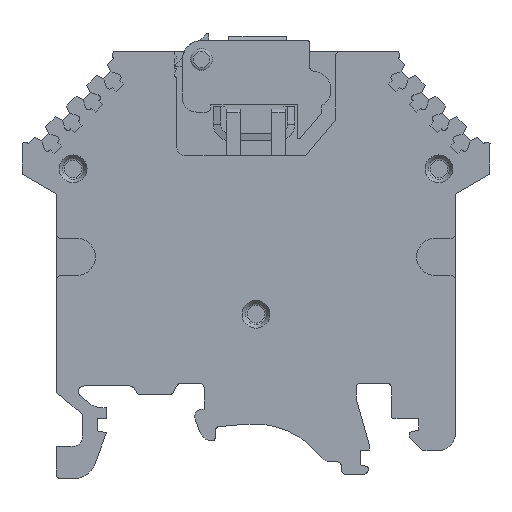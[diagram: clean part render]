
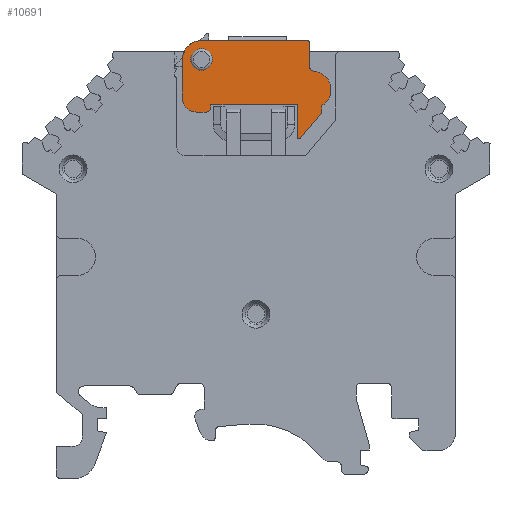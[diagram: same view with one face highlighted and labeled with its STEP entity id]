
A CAD part, front view. The second image highlights one B-rep face of the part: STEP entity #10691.
In plain terms, the highlighted planar face has unit normal (0, -1, 0).
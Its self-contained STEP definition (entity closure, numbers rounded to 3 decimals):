
#313=CIRCLE('',#11249,0.2);
#318=CIRCLE('',#11267,0.5);
#325=CIRCLE('',#11276,2.);
#326=CIRCLE('',#11279,0.5);
#327=CIRCLE('',#11283,0.5);
#328=CIRCLE('',#11286,1.5);
#329=CIRCLE('',#11289,2.05);
#330=CIRCLE('',#11291,0.3);
#331=CIRCLE('',#11294,1.167);
#2251=ORIENTED_EDGE('',*,*,#3652,.T.);
#2252=ORIENTED_EDGE('',*,*,#3687,.T.);
#2253=ORIENTED_EDGE('',*,*,#2678,.T.);
#2254=ORIENTED_EDGE('',*,*,#3686,.T.);
#2255=ORIENTED_EDGE('',*,*,#3684,.T.);
#2256=ORIENTED_EDGE('',*,*,#3683,.T.);
#2257=ORIENTED_EDGE('',*,*,#3681,.T.);
#2258=ORIENTED_EDGE('',*,*,#3679,.T.);
#2259=ORIENTED_EDGE('',*,*,#3676,.T.);
#2260=ORIENTED_EDGE('',*,*,#3688,.T.);
#2261=ORIENTED_EDGE('',*,*,#3674,.T.);
#2262=ORIENTED_EDGE('',*,*,#3630,.T.);
#2263=ORIENTED_EDGE('',*,*,#3627,.T.);
#2264=ORIENTED_EDGE('',*,*,#3672,.T.);
#2265=ORIENTED_EDGE('',*,*,#3670,.T.);
#2266=ORIENTED_EDGE('',*,*,#3668,.T.);
#2267=ORIENTED_EDGE('',*,*,#3654,.T.);
#2268=ORIENTED_EDGE('',*,*,#3689,.F.);
#2678=EDGE_CURVE('',#3812,#3811,#4550,.T.);
#3627=EDGE_CURVE('',#4429,#4430,#5334,.T.);
#3630=EDGE_CURVE('',#4431,#4429,#313,.T.);
#3652=EDGE_CURVE('',#4441,#4440,#5354,.T.);
#3654=EDGE_CURVE('',#4442,#4441,#318,.T.);
#3668=EDGE_CURVE('',#4451,#4442,#325,.T.);
#3670=EDGE_CURVE('',#4452,#4451,#5364,.T.);
#3672=EDGE_CURVE('',#4430,#4452,#326,.T.);
#3674=EDGE_CURVE('',#4453,#4431,#5367,.T.);
#3676=EDGE_CURVE('',#4455,#4454,#5369,.T.);
#3679=EDGE_CURVE('',#4456,#4455,#327,.T.);
#3681=EDGE_CURVE('',#4457,#4456,#5373,.T.);
#3683=EDGE_CURVE('',#4458,#4457,#328,.T.);
#3684=EDGE_CURVE('',#4459,#4458,#5375,.T.);
#3686=EDGE_CURVE('',#3811,#4459,#329,.T.);
#3687=EDGE_CURVE('',#4440,#3812,#330,.T.);
#3688=EDGE_CURVE('',#4454,#4453,#5377,.T.);
#3689=EDGE_CURVE('',#4460,#4460,#331,.T.);
#3811=VERTEX_POINT('',#13630);
#3812=VERTEX_POINT('',#13632);
#4429=VERTEX_POINT('',#15539);
#4430=VERTEX_POINT('',#15540);
#4431=VERTEX_POINT('',#15545);
#4440=VERTEX_POINT('',#15587);
#4441=VERTEX_POINT('',#15589);
#4442=VERTEX_POINT('',#15593);
#4451=VERTEX_POINT('',#15618);
#4452=VERTEX_POINT('',#15622);
#4453=VERTEX_POINT('',#15628);
#4454=VERTEX_POINT('',#15632);
#4455=VERTEX_POINT('',#15634);
#4456=VERTEX_POINT('',#15638);
#4457=VERTEX_POINT('',#15642);
#4458=VERTEX_POINT('',#15646);
#4459=VERTEX_POINT('',#15650);
#4460=VERTEX_POINT('',#15660);
#4550=LINE('',#13631,#5459);
#5334=LINE('',#15538,#6243);
#5354=LINE('',#15588,#6263);
#5364=LINE('',#15621,#6273);
#5367=LINE('',#15629,#6276);
#5369=LINE('',#15633,#6278);
#5373=LINE('',#15643,#6282);
#5375=LINE('',#15649,#6284);
#5377=LINE('',#15657,#6286);
#5459=VECTOR('',#11440,1000.);
#6243=VECTOR('',#13212,1000.);
#6263=VECTOR('',#13268,1000.);
#6273=VECTOR('',#13302,1000.);
#6276=VECTOR('',#13311,1000.);
#6278=VECTOR('',#13315,1000.);
#6282=VECTOR('',#13325,1000.);
#6284=VECTOR('',#13333,1000.);
#6286=VECTOR('',#13345,1000.);
#6702=EDGE_LOOP('',(#2251,#2252,#2253,#2254,#2255,#2256,#2257,#2258,#2259,
#2260,#2261,#2262,#2263,#2264,#2265,#2266,#2267));
#6703=EDGE_LOOP('',(#2268));
#7137=FACE_BOUND('',#6702,.T.);
#7138=FACE_BOUND('',#6703,.T.);
#7463=PLANE('',#11293);
#10691=ADVANCED_FACE('',(#7137,#7138),#7463,.T.);
#11249=AXIS2_PLACEMENT_3D('',#15544,#13217,#13218);
#11267=AXIS2_PLACEMENT_3D('',#15592,#13272,#13273);
#11276=AXIS2_PLACEMENT_3D('',#15617,#13297,#13298);
#11279=AXIS2_PLACEMENT_3D('',#15625,#13306,#13307);
#11283=AXIS2_PLACEMENT_3D('',#15639,#13320,#13321);
#11286=AXIS2_PLACEMENT_3D('',#15647,#13329,#13330);
#11289=AXIS2_PLACEMENT_3D('',#15653,#13337,#13338);
#11291=AXIS2_PLACEMENT_3D('',#15655,#13341,#13342);
#11293=AXIS2_PLACEMENT_3D('',#15658,#13346,#13347);
#11294=AXIS2_PLACEMENT_3D('',#15659,#13348,#13349);
#11440=DIRECTION('',(-1.,0.,0.));
#13212=DIRECTION('',(0.643,0.,0.766));
#13217=DIRECTION('',(0.,-1.,0.));
#13218=DIRECTION('',(1.,0.,0.));
#13268=DIRECTION('',(0.,0.,1.));
#13272=DIRECTION('',(0.,1.,0.));
#13273=DIRECTION('',(1.,0.,0.));
#13297=DIRECTION('',(0.,-1.,0.));
#13298=DIRECTION('',(-1.,0.,0.));
#13302=DIRECTION('',(0.,0.,1.));
#13306=DIRECTION('',(0.,-1.,0.));
#13307=DIRECTION('',(-1.,0.,0.));
#13311=DIRECTION('',(0.,0.,-1.));
#13315=DIRECTION('',(0.,0.,1.));
#13320=DIRECTION('',(0.,-1.,0.));
#13321=DIRECTION('',(-1.,0.,0.));
#13325=DIRECTION('',(1.,0.,0.));
#13329=DIRECTION('',(0.,-1.,0.));
#13330=DIRECTION('',(1.,0.,0.));
#13333=DIRECTION('',(0.,0.,-1.));
#13337=DIRECTION('',(0.,-1.,0.));
#13338=DIRECTION('',(1.,0.,0.));
#13341=DIRECTION('',(0.,-1.,0.));
#13342=DIRECTION('',(-1.,0.,0.));
#13345=DIRECTION('',(1.,0.,0.));
#13346=DIRECTION('',(0.,-1.,0.));
#13347=DIRECTION('',(1.,0.,0.));
#13348=DIRECTION('',(0.,-1.,0.));
#13349=DIRECTION('',(1.,0.,0.));
#13630=CARTESIAN_POINT('',(19.326,0.295,47.2));
#13631=CARTESIAN_POINT('',(30.676,0.295,47.197));
#13632=CARTESIAN_POINT('',(30.676,0.295,47.197));
#15538=CARTESIAN_POINT('',(32.156,0.295,39.275));
#15539=CARTESIAN_POINT('',(30.001,0.295,36.708));
#15540=CARTESIAN_POINT('',(32.156,0.295,39.275));
#15544=CARTESIAN_POINT('',(29.848,0.295,36.836));
#15545=CARTESIAN_POINT('',(29.648,0.295,36.836));
#15587=CARTESIAN_POINT('',(30.976,0.295,46.897));
#15588=CARTESIAN_POINT('',(30.975,0.295,44.389));
#15589=CARTESIAN_POINT('',(30.975,0.295,44.389));
#15592=CARTESIAN_POINT('',(31.475,0.295,44.388));
#15593=CARTESIAN_POINT('',(31.435,0.295,43.89));
#15617=CARTESIAN_POINT('',(31.274,0.295,41.897));
#15618=CARTESIAN_POINT('',(32.274,0.295,40.164));
#15621=CARTESIAN_POINT('',(32.274,0.295,40.164));
#15622=CARTESIAN_POINT('',(32.273,0.295,39.596));
#15625=CARTESIAN_POINT('',(31.773,0.295,39.596));
#15628=CARTESIAN_POINT('',(29.649,0.295,40.297));
#15629=CARTESIAN_POINT('',(29.649,0.295,40.297));
#15632=CARTESIAN_POINT('',(20.349,0.295,40.3));
#15633=CARTESIAN_POINT('',(20.349,0.295,40.));
#15634=CARTESIAN_POINT('',(20.349,0.295,40.));
#15638=CARTESIAN_POINT('',(19.848,0.295,39.5));
#15639=CARTESIAN_POINT('',(19.849,0.295,40.));
#15642=CARTESIAN_POINT('',(18.773,0.295,39.5));
#15643=CARTESIAN_POINT('',(18.773,0.295,39.5));
#15646=CARTESIAN_POINT('',(17.274,0.295,41.001));
#15647=CARTESIAN_POINT('',(18.774,0.295,41.));
#15649=CARTESIAN_POINT('',(17.274,0.295,41.001));
#15650=CARTESIAN_POINT('',(17.275,0.295,45.151));
#15653=CARTESIAN_POINT('',(19.325,0.295,45.15));
#15655=CARTESIAN_POINT('',(30.676,0.295,46.897));
#15657=CARTESIAN_POINT('',(20.349,0.295,40.3));
#15658=CARTESIAN_POINT('',(24.999,0.295,42.848));
#15659=CARTESIAN_POINT('',(19.325,0.295,45.15));
#15660=CARTESIAN_POINT('',(20.492,0.295,45.15));
